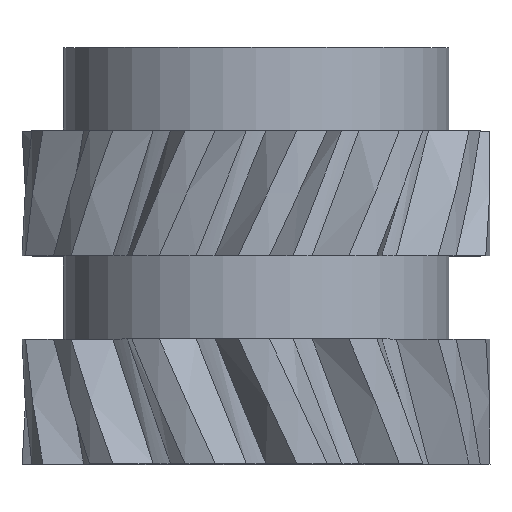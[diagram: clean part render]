
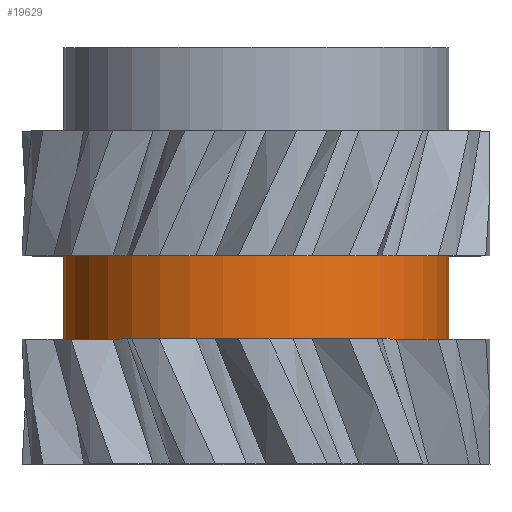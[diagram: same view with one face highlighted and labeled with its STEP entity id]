
A CAD part, top view. The second image highlights one B-rep face of the part: STEP entity #19629.
In plain terms, the highlighted cylindrical face has radius 1.85 mm (diameter 3.7 mm), a partial arc.
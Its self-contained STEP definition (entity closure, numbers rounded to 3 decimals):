
#2377 = DIRECTION ( 'NONE',  ( 0., -1., 0. ) ) ;
#2498 = CARTESIAN_POINT ( 'NONE',  ( 0., 2., 0. ) ) ;
#2509 = CARTESIAN_POINT ( 'NONE',  ( 1.85, 1.2, 0. ) ) ;
#2566 = EDGE_CURVE ( 'NONE', #12539, #6904, #6022, .T. ) ;
#2574 = EDGE_CURVE ( 'NONE', #6904, #13120, #23890, .T. ) ;
#2621 = CARTESIAN_POINT ( 'NONE',  ( -1.85, 0., 0. ) ) ;
#2695 = CARTESIAN_POINT ( 'NONE',  ( 1.85, 2., 0. ) ) ;
#3523 = CYLINDRICAL_SURFACE ( 'NONE', #17329, 1.85 ) ;
#3778 = EDGE_CURVE ( 'NONE', #7440, #13120, #10362, .T. ) ;
#4054 = VECTOR ( 'NONE', #21085, 1000. ) ;
#4512 = ORIENTED_EDGE ( 'NONE', *, *, #2566, .T. ) ;
#6022 = CIRCLE ( 'NONE', #24237, 1.85 ) ;
#6373 = VECTOR ( 'NONE', #17468, 1000. ) ;
#6904 = VERTEX_POINT ( 'NONE', #20022 ) ;
#7440 = VERTEX_POINT ( 'NONE', #2509 ) ;
#7873 = EDGE_CURVE ( 'NONE', #12539, #7440, #15960, .T. ) ;
#10033 = DIRECTION ( 'NONE',  ( 1., 0., 0. ) ) ;
#10362 = CIRCLE ( 'NONE', #14999, 1.85 ) ;
#12539 = VERTEX_POINT ( 'NONE', #2695 ) ;
#12561 = ORIENTED_EDGE ( 'NONE', *, *, #2574, .T. ) ;
#13120 = VERTEX_POINT ( 'NONE', #23995 ) ;
#13917 = DIRECTION ( 'NONE',  ( 0., -1., 0. ) ) ;
#14523 = CARTESIAN_POINT ( 'NONE',  ( 0., 0., 0. ) ) ;
#14769 = DIRECTION ( 'NONE',  ( 1., 0., 0. ) ) ;
#14999 = AXIS2_PLACEMENT_3D ( 'NONE', #15407, #13917, #22875 ) ;
#15407 = CARTESIAN_POINT ( 'NONE',  ( 0., 1.2, 0. ) ) ;
#15714 = CARTESIAN_POINT ( 'NONE',  ( 1.85, 0., 0. ) ) ;
#15960 = LINE ( 'NONE', #15714, #6373 ) ;
#16392 = FACE_OUTER_BOUND ( 'NONE', #18644, .T. ) ;
#17329 = AXIS2_PLACEMENT_3D ( 'NONE', #14523, #18510, #14769 ) ;
#17468 = DIRECTION ( 'NONE',  ( 0., -1., 0. ) ) ;
#18510 = DIRECTION ( 'NONE',  ( 0., -1., 0. ) ) ;
#18644 = EDGE_LOOP ( 'NONE', ( #4512, #12561, #20484, #18799 ) ) ;
#18799 = ORIENTED_EDGE ( 'NONE', *, *, #7873, .F. ) ;
#19629 = ADVANCED_FACE ( 'NONE', ( #16392 ), #3523, .T. ) ;
#20022 = CARTESIAN_POINT ( 'NONE',  ( -1.85, 2., 0. ) ) ;
#20484 = ORIENTED_EDGE ( 'NONE', *, *, #3778, .F. ) ;
#21085 = DIRECTION ( 'NONE',  ( 0., -1., 0. ) ) ;
#22875 = DIRECTION ( 'NONE',  ( 1., 0., 0. ) ) ;
#23890 = LINE ( 'NONE', #2621, #4054 ) ;
#23995 = CARTESIAN_POINT ( 'NONE',  ( -1.85, 1.2, 0. ) ) ;
#24237 = AXIS2_PLACEMENT_3D ( 'NONE', #2498, #2377, #10033 ) ;
